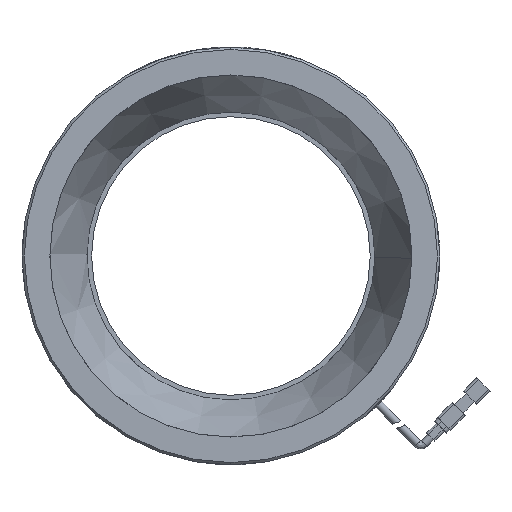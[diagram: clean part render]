
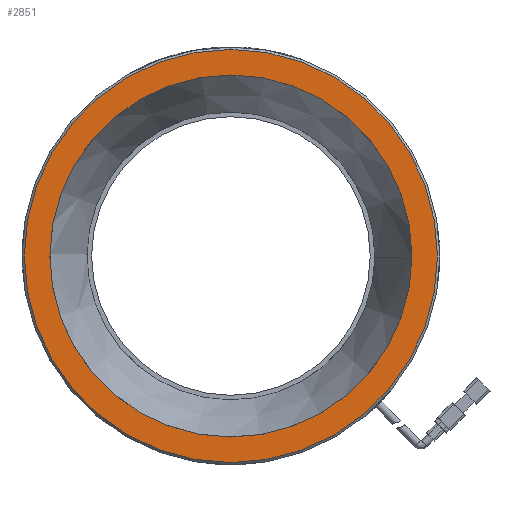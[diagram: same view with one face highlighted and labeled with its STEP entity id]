
A CAD part, front view. The second image highlights one B-rep face of the part: STEP entity #2851.
In plain terms, the highlighted planar face has unit normal (0, -1, 0).
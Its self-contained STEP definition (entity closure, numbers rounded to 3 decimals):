
#324 = ORIENTED_EDGE ( 'NONE', *, *, #10999, .F. ) ;
#409 = FACE_BOUND ( 'NONE', #7206, .T. ) ;
#654 = DIRECTION ( 'NONE',  ( 0., 1., 0. ) ) ;
#1419 = DIRECTION ( 'NONE',  ( 0., 1., 0. ) ) ;
#1602 = VERTEX_POINT ( 'NONE', #5226 ) ;
#2422 = DIRECTION ( 'NONE',  ( 0., 1., 0. ) ) ;
#2651 = FACE_OUTER_BOUND ( 'NONE', #6322, .T. ) ;
#2705 = CARTESIAN_POINT ( 'NONE',  ( -13.356, -22.634, 44.5 ) ) ;
#2775 = CARTESIAN_POINT ( 'NONE',  ( -13.356, -22.634, 39. ) ) ;
#2789 = CARTESIAN_POINT ( 'NONE',  ( 25.644, -22.634, 0. ) ) ;
#2851 = ADVANCED_FACE ( 'NONE', ( #409, #2651 ), #8253, .F. ) ;
#3124 = DIRECTION ( 'NONE',  ( 0., 1., 0. ) ) ;
#3260 = CIRCLE ( 'NONE', #11830, 44.5 ) ;
#3733 = DIRECTION ( 'NONE',  ( 1., 0., 0. ) ) ;
#4702 = AXIS2_PLACEMENT_3D ( 'NONE', #2775, #9262, #3733 ) ;
#5226 = CARTESIAN_POINT ( 'NONE',  ( -13.356, -22.634, -44.5 ) ) ;
#6286 = CARTESIAN_POINT ( 'NONE',  ( -13.356, -22.634, 0. ) ) ;
#6322 = EDGE_LOOP ( 'NONE', ( #9384, #324 ) ) ;
#7032 = CARTESIAN_POINT ( 'NONE',  ( -13.356, -22.634, 0. ) ) ;
#7206 = EDGE_LOOP ( 'NONE', ( #10995, #8803 ) ) ;
#7218 = DIRECTION ( 'NONE',  ( -1., 0., 0. ) ) ;
#7483 = AXIS2_PLACEMENT_3D ( 'NONE', #6286, #654, #7218 ) ;
#7954 = DIRECTION ( 'NONE',  ( -1., 0., 0. ) ) ;
#7991 = CARTESIAN_POINT ( 'NONE',  ( -13.356, -22.634, 0. ) ) ;
#8253 = PLANE ( 'NONE',  #4702 ) ;
#8562 = EDGE_CURVE ( 'NONE', #11556, #8959, #9203, .T. ) ;
#8666 = CARTESIAN_POINT ( 'NONE',  ( -13.356, -22.634, 0. ) ) ;
#8720 = EDGE_CURVE ( 'NONE', #8959, #11556, #9054, .T. ) ;
#8803 = ORIENTED_EDGE ( 'NONE', *, *, #8562, .T. ) ;
#8865 = EDGE_CURVE ( 'NONE', #12107, #1602, #3260, .T. ) ;
#8915 = DIRECTION ( 'NONE',  ( 0., 0., 1. ) ) ;
#8959 = VERTEX_POINT ( 'NONE', #9072 ) ;
#9054 = CIRCLE ( 'NONE', #7483, 39. ) ;
#9072 = CARTESIAN_POINT ( 'NONE',  ( -52.356, -22.634, 0. ) ) ;
#9203 = CIRCLE ( 'NONE', #10175, 39. ) ;
#9262 = DIRECTION ( 'NONE',  ( 0., 1., 0. ) ) ;
#9384 = ORIENTED_EDGE ( 'NONE', *, *, #8865, .F. ) ;
#9598 = DIRECTION ( 'NONE',  ( 0., 0., 1. ) ) ;
#10175 = AXIS2_PLACEMENT_3D ( 'NONE', #7032, #1419, #7954 ) ;
#10333 = AXIS2_PLACEMENT_3D ( 'NONE', #8666, #3124, #9598 ) ;
#10571 = CIRCLE ( 'NONE', #10333, 44.5 ) ;
#10995 = ORIENTED_EDGE ( 'NONE', *, *, #8720, .T. ) ;
#10999 = EDGE_CURVE ( 'NONE', #1602, #12107, #10571, .T. ) ;
#11556 = VERTEX_POINT ( 'NONE', #2789 ) ;
#11830 = AXIS2_PLACEMENT_3D ( 'NONE', #7991, #2422, #8915 ) ;
#12107 = VERTEX_POINT ( 'NONE', #2705 ) ;
